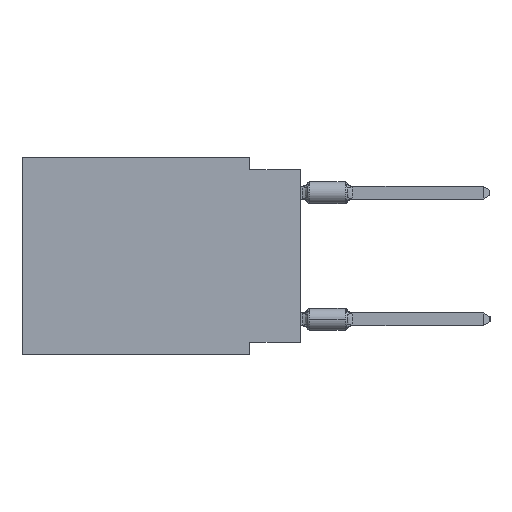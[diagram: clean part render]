
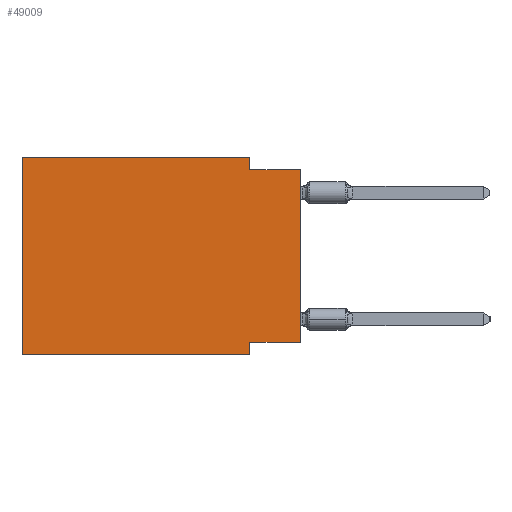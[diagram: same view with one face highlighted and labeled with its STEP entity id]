
A CAD part, left-side view. The second image highlights one B-rep face of the part: STEP entity #49009.
In plain terms, the highlighted planar face has unit normal (-1, 0, 0).
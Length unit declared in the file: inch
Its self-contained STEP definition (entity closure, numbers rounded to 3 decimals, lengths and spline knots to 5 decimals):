
#675 = CARTESIAN_POINT ( 'NONE',  ( 0., 0.1, 0. ) ) ;
#804 = DIRECTION ( 'NONE',  ( 0., 0., -1. ) ) ;
#1029 = ORIENTED_EDGE ( 'NONE', *, *, #3544, .T. ) ;
#1185 = ORIENTED_EDGE ( 'NONE', *, *, #4011, .F. ) ;
#2410 = DIRECTION ( 'NONE',  ( 0., 0., -1. ) ) ;
#2427 = CARTESIAN_POINT ( 'NONE',  ( 0., 0., -0.025 ) ) ;
#2444 = EDGE_CURVE ( 'NONE', #16374, #26758, #36100, .T. ) ;
#2693 = DIRECTION ( 'NONE',  ( 1., 0., 0. ) ) ;
#3544 = EDGE_CURVE ( 'NONE', #16374, #26299, #28850, .T. ) ;
#4011 = EDGE_CURVE ( 'NONE', #20050, #26299, #11195, .T. ) ;
#7304 = EDGE_CURVE ( 'NONE', #15876, #46392, #43368, .T. ) ;
#7718 = VECTOR ( 'NONE', #8220, 39.37008 ) ;
#8220 = DIRECTION ( 'NONE',  ( 0., -1., 0. ) ) ;
#8704 = CARTESIAN_POINT ( 'NONE',  ( 0., 0.55, -0.39 ) ) ;
#9292 = VERTEX_POINT ( 'NONE', #13066 ) ;
#10503 = ORIENTED_EDGE ( 'NONE', *, *, #7304, .F. ) ;
#10518 = LINE ( 'NONE', #2427, #52127 ) ;
#10862 = LINE ( 'NONE', #52350, #47981 ) ;
#11195 = LINE ( 'NONE', #41480, #46893 ) ;
#13066 = CARTESIAN_POINT ( 'NONE',  ( 0., 0., -0.025 ) ) ;
#14954 = DIRECTION ( 'NONE',  ( 0., -1., 0. ) ) ;
#15876 = VERTEX_POINT ( 'NONE', #675 ) ;
#16374 = VERTEX_POINT ( 'NONE', #8704 ) ;
#16817 = ORIENTED_EDGE ( 'NONE', *, *, #52501, .F. ) ;
#17380 = VERTEX_POINT ( 'NONE', #23767 ) ;
#18580 = CARTESIAN_POINT ( 'NONE',  ( 0., 0.55, 0. ) ) ;
#18581 = CARTESIAN_POINT ( 'NONE',  ( 0., 0.55, 0. ) ) ;
#18819 = CARTESIAN_POINT ( 'NONE',  ( 0., 0.55, 0. ) ) ;
#19394 = FACE_OUTER_BOUND ( 'NONE', #28953, .T. ) ;
#20050 = VERTEX_POINT ( 'NONE', #23166 ) ;
#21892 = VECTOR ( 'NONE', #44443, 39.37008 ) ;
#22104 = VECTOR ( 'NONE', #804, 39.37008 ) ;
#22166 = LINE ( 'NONE', #18819, #45121 ) ;
#23166 = CARTESIAN_POINT ( 'NONE',  ( 0., 0.1, -0.365 ) ) ;
#23303 = CARTESIAN_POINT ( 'NONE',  ( 0., 0.55, 0. ) ) ;
#23767 = CARTESIAN_POINT ( 'NONE',  ( 0., 0., -0.365 ) ) ;
#24805 = DIRECTION ( 'NONE',  ( 0., 0., -1. ) ) ;
#25265 = ORIENTED_EDGE ( 'NONE', *, *, #37418, .F. ) ;
#26299 = VERTEX_POINT ( 'NONE', #49922 ) ;
#26758 = VERTEX_POINT ( 'NONE', #18580 ) ;
#28850 = LINE ( 'NONE', #37163, #7718 ) ;
#28953 = EDGE_LOOP ( 'NONE', ( #33753, #41397, #10503, #16817, #44488, #1029, #1185, #25265 ) ) ;
#33753 = ORIENTED_EDGE ( 'NONE', *, *, #54624, .T. ) ;
#36100 = LINE ( 'NONE', #18581, #21892 ) ;
#36559 = LINE ( 'NONE', #48251, #49743 ) ;
#37163 = CARTESIAN_POINT ( 'NONE',  ( 0., 0.55, -0.39 ) ) ;
#37418 = EDGE_CURVE ( 'NONE', #17380, #20050, #10862, .T. ) ;
#37656 = PLANE ( 'NONE',  #49345 ) ;
#41397 = ORIENTED_EDGE ( 'NONE', *, *, #45304, .F. ) ;
#41480 = CARTESIAN_POINT ( 'NONE',  ( 0., 0.1, -0.39 ) ) ;
#43368 = LINE ( 'NONE', #50641, #22104 ) ;
#44443 = DIRECTION ( 'NONE',  ( 0., 0., 1. ) ) ;
#44488 = ORIENTED_EDGE ( 'NONE', *, *, #2444, .F. ) ;
#45121 = VECTOR ( 'NONE', #51678, 39.37008 ) ;
#45304 = EDGE_CURVE ( 'NONE', #46392, #9292, #10518, .T. ) ;
#46392 = VERTEX_POINT ( 'NONE', #50423 ) ;
#46893 = VECTOR ( 'NONE', #24805, 39.37008 ) ;
#47981 = VECTOR ( 'NONE', #52625, 39.37008 ) ;
#48251 = CARTESIAN_POINT ( 'NONE',  ( 0., 0., 0. ) ) ;
#49009 = ADVANCED_FACE ( 'NONE', ( #19394 ), #37656, .F. ) ;
#49345 = AXIS2_PLACEMENT_3D ( 'NONE', #23303, #2693, #2410 ) ;
#49743 = VECTOR ( 'NONE', #53535, 39.37008 ) ;
#49922 = CARTESIAN_POINT ( 'NONE',  ( 0., 0.1, -0.39 ) ) ;
#50423 = CARTESIAN_POINT ( 'NONE',  ( 0., 0.1, -0.025 ) ) ;
#50641 = CARTESIAN_POINT ( 'NONE',  ( 0., 0.1, 0. ) ) ;
#51678 = DIRECTION ( 'NONE',  ( 0., -1., 0. ) ) ;
#52127 = VECTOR ( 'NONE', #14954, 39.37008 ) ;
#52350 = CARTESIAN_POINT ( 'NONE',  ( 0., 0., -0.365 ) ) ;
#52501 = EDGE_CURVE ( 'NONE', #26758, #15876, #22166, .T. ) ;
#52625 = DIRECTION ( 'NONE',  ( 0., 1., 0. ) ) ;
#53535 = DIRECTION ( 'NONE',  ( 0., 0., 1. ) ) ;
#54624 = EDGE_CURVE ( 'NONE', #17380, #9292, #36559, .T. ) ;
